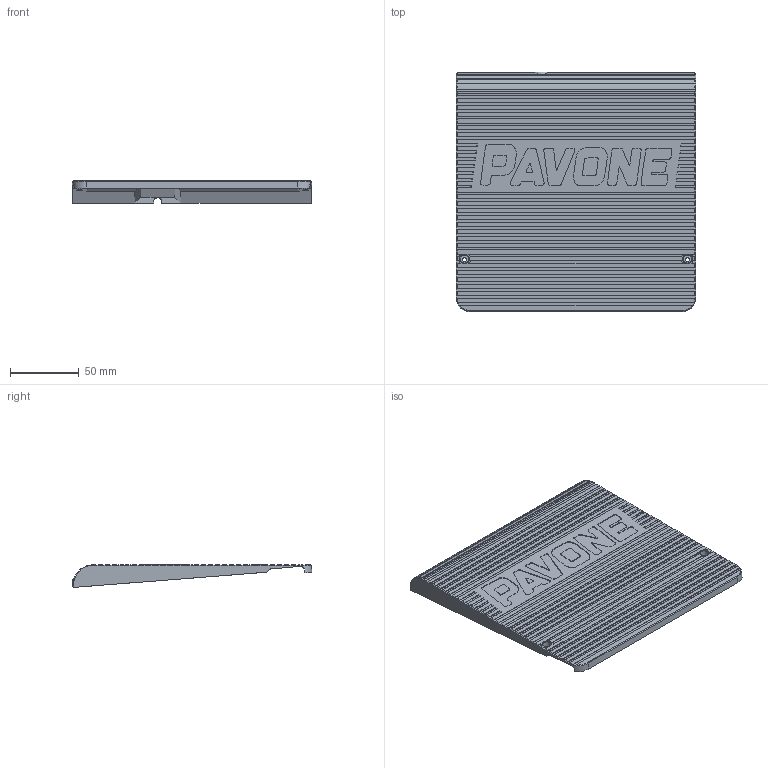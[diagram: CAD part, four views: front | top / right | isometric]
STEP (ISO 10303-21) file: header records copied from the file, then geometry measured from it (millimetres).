
FILE_DESCRIPTION(/* description */ (''),/* implementation_level */ '2;1');
FILE_NAME(/* name */ 'PAVONE BOTTOM.step',/* time_stamp */ '2025-05-21T05:58:57-07:00',/* author */ (''),/* organization */ (''),/* preprocessor_version */ 'ST-DEVELOPER v20.1',/* originating_system */ 'Autodesk Translation Framework v14.4.0.0',/* authorisation */ '');
FILE_SCHEMA (('AUTOMOTIVE_DESIGN { 1 0 10303 214 3 1 1 }'));
Length unit declared in the file: millimetre
Products named in the file (1): Bottom
Bounding box: 173.42 x 173.86 x 16.56 mm (x, y, z)
Volume: 247499.9 mm3; surface area: 72555.5 mm2
Topology: 1 solids, 1 shells, 456 faces, 1193 edges, 754 vertices
Faces by surface type: plane 300, bspline 127, cylinder 25, cone 4
Full cylindrical faces by diameter (mm): 3 x2, 6 x4
Entity records: 14704 total; most frequent: CARTESIAN_POINT 4718, ORIENTED_EDGE 2386, DIRECTION 1604, EDGE_CURVE 1193, LINE 824, VECTOR 824, VERTEX_POINT 754, EDGE_LOOP 475
